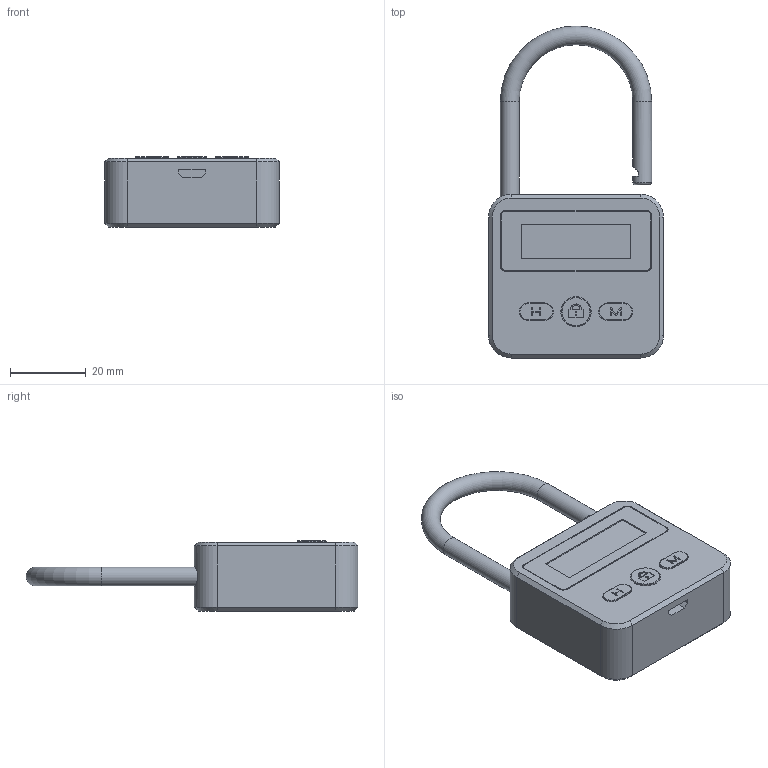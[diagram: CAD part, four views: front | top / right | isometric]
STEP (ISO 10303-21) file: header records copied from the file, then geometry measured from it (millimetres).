
FILE_DESCRIPTION(('FreeCAD Model'),'2;1');
FILE_NAME('TimingLock_HRK-022.step', '2021-02-18T08:39:21',('Author'),(''), 'Open CASCADE STEP processor 7.3','FreeCAD','Unknown');
FILE_SCHEMA(('CONFIG_CONTROL_DESIGN','SHAPE_APPEARANCE_LAYER_MIM'));
Length unit declared in the file: millimetre
Products named in the file (9): TimingLock_HRK-022; LockBody; Housing; Display; DisplayCover; Button1; LockButton; Button2; ShackleOpen
Assembly tree (8 placements, depth 3):
  TimingLock_HRK-022
    LockBody
      Housing
      Display
      DisplayCover
      Button1
      LockButton
      Button2
    ShackleOpen
Bounding box: 46.2 x 87.68 x 18.5 mm (x, y, z)
Volume: 36495.5 mm3; surface area: 11379.2 mm2
Topology: 7 solids, 7 shells, 154 faces, 363 edges, 233 vertices
Faces by surface type: plane 104, cylinder 35, cone 8, torus 6, bspline 1
Full cylindrical faces by diameter (mm): 4.96 x2, 5.35 x2, 7.6 x1, 8 x1
Entity records: 9964 total; most frequent: CARTESIAN_POINT 2162, DIRECTION 1424, LINE 892, VECTOR 892, ORIENTED_EDGE 726, PCURVE 726, DEFINITIONAL_REPRESENTATION 726, EDGE_CURVE 363
